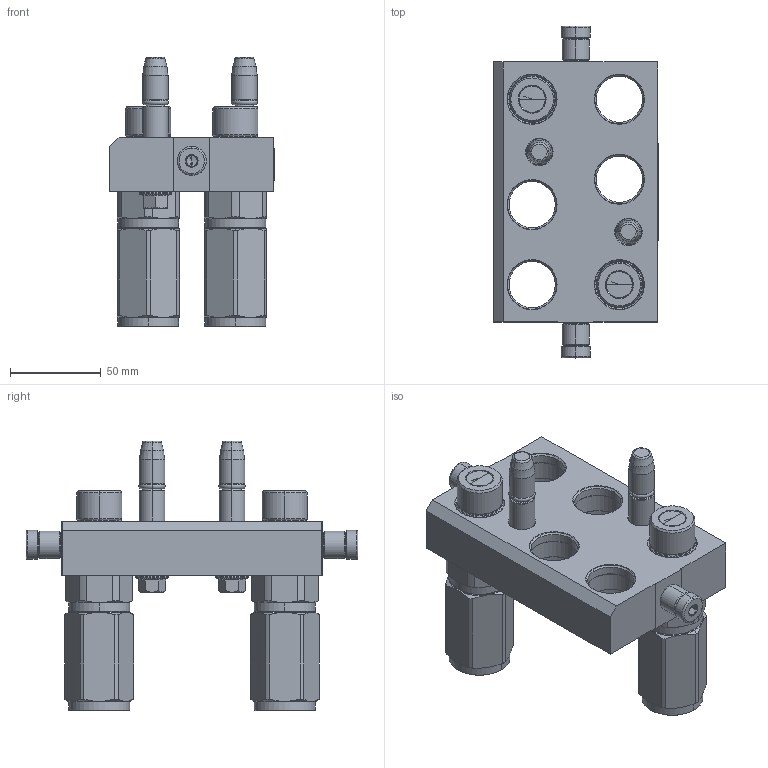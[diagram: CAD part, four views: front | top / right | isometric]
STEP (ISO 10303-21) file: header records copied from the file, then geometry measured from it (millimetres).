
FILE_DESCRIPTION (( 'STEP AP214' ), '1' );
FILE_NAME ('FASTER.step', '2022-01-27T09:30:21', ( '' ), ( '' ), 'SwSTEP 2.0', 'SolidWorks 2017', '' );
FILE_SCHEMA (( 'AUTOMOTIVE_DESIGN' ));
Length unit declared in the file: millimetre
Products named in the file (11): 4830_013_3000_030; 3ffnp12_gas_m; 4850_010_0000_010; FASTER; et002; 4830_028_1000_011; or2_62x9_19_m; 1540_080_0008_000; 4830_021_0000_000; P608_M_BASE
Assembly tree (16 placements, depth 3):
  FASTER
    P608_M_BASE
      4850_010_0000_010
      4830_021_0000_000  x2
      4830_013_3000_030  x2
      4830_028_1000_011  x2
      1540_080_0008_000  x2
      or2_62x9_19_m  x2
    3ffnp12_gas_m  x2
      3ffnp12_gas_m
    et002
Bounding box: 90.3 x 182.6 x 148.2 mm (x, y, z)
Volume: 2873.9 mm3; surface area: 111420.3 mm2
Topology: 5 solids, 42 shells, 1945 faces, 5515 edges, 3610 vertices
Faces by surface type: plane 1188, cylinder 297, cone 290, torus 92, bspline 78
Entity records: 56534 total; most frequent: CARTESIAN_POINT 14262, ORIENTED_EDGE 8151, DIRECTION 7495, EDGE_CURVE 4270, LINE 3147, VECTOR 3147, VERTEX_POINT 2811, AXIS2_PLACEMENT_3D 2174
